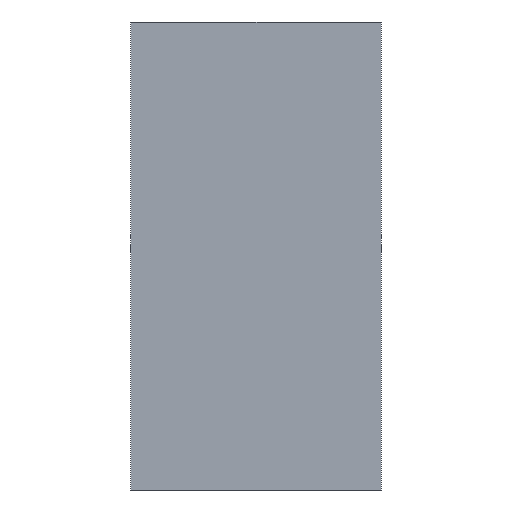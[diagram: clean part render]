
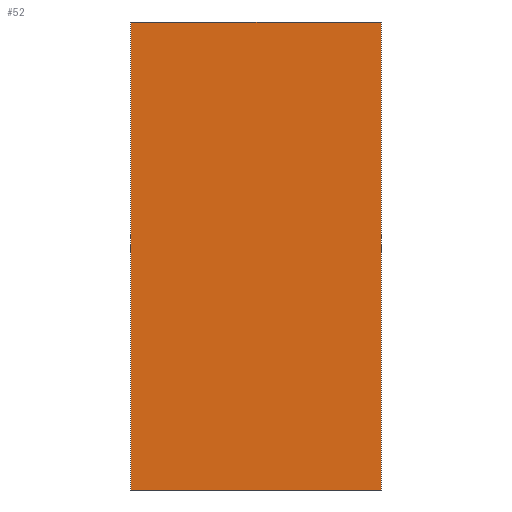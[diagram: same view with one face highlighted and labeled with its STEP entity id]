
A CAD part, left-side view. The second image highlights one B-rep face of the part: STEP entity #52.
In plain terms, the highlighted planar face has unit normal (-1, 0, 0).
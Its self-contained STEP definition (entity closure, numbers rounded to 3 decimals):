
#52 = ADVANCED_FACE( '', ( #110 ), #111, .F. );
#110 = FACE_OUTER_BOUND( '', #159, .T. );
#111 = PLANE( '', #160 );
#159 = EDGE_LOOP( '', ( #235, #236, #237, #238 ) );
#160 = AXIS2_PLACEMENT_3D( '', #239, #240, #241 );
#235 = ORIENTED_EDGE( '', *, *, #256, .T. );
#236 = ORIENTED_EDGE( '', *, *, #268, .F. );
#237 = ORIENTED_EDGE( '', *, *, #265, .F. );
#238 = ORIENTED_EDGE( '', *, *, #270, .T. );
#239 = CARTESIAN_POINT( '', ( -298., 31., 116. ) );
#240 = DIRECTION( '', ( 1., 0., 0. ) );
#241 = DIRECTION( '', ( 0., 0., -1. ) );
#256 = EDGE_CURVE( '', #291, #295, #297, .T. );
#265 = EDGE_CURVE( '', #308, #310, #311, .T. );
#268 = EDGE_CURVE( '', #310, #295, #314, .T. );
#270 = EDGE_CURVE( '', #308, #291, #316, .T. );
#291 = VERTEX_POINT( '', #337 );
#295 = VERTEX_POINT( '', #343 );
#297 = LINE( '', #346, #347 );
#308 = VERTEX_POINT( '', #361 );
#310 = VERTEX_POINT( '', #364 );
#311 = LINE( '', #365, #366 );
#314 = LINE( '', #370, #371 );
#316 = LINE( '', #373, #374 );
#337 = CARTESIAN_POINT( '', ( -298., 31., 0. ) );
#343 = CARTESIAN_POINT( '', ( -298., -31., 0. ) );
#346 = CARTESIAN_POINT( '', ( -298., 31., 0. ) );
#347 = VECTOR( '', #400, 1000. );
#361 = CARTESIAN_POINT( '', ( -298., 31., 116. ) );
#364 = CARTESIAN_POINT( '', ( -298., -31., 116. ) );
#365 = CARTESIAN_POINT( '', ( -298., 31., 116. ) );
#366 = VECTOR( '', #408, 1000. );
#370 = CARTESIAN_POINT( '', ( -298., -31., 116. ) );
#371 = VECTOR( '', #410, 1000. );
#373 = CARTESIAN_POINT( '', ( -298., 31., 116. ) );
#374 = VECTOR( '', #411, 1000. );
#400 = DIRECTION( '', ( 0., -1., 0. ) );
#408 = DIRECTION( '', ( 0., -1., 0. ) );
#410 = DIRECTION( '', ( 0., 0., -1. ) );
#411 = DIRECTION( '', ( 0., 0., -1. ) );
